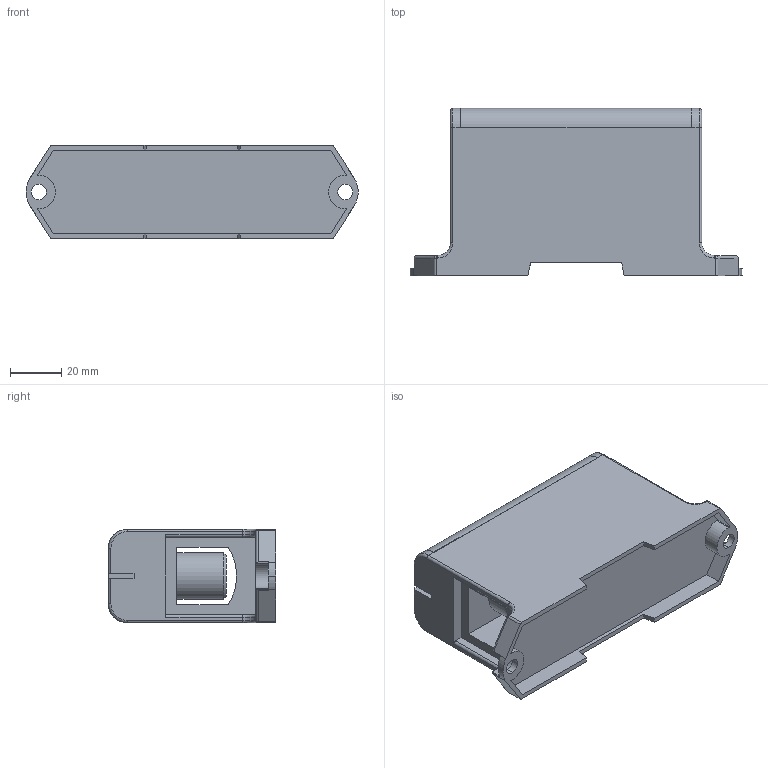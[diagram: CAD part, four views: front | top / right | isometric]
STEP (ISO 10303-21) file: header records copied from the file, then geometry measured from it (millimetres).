
FILE_DESCRIPTION (( 'STEP AP214' ), '1' );
FILE_NAME ('YZN12-240-K03 Êëåììà ââîäíàÿ ñèëîâàÿ ÊÂÑ 35–240 ìì2.STEP', '2020-02-25T11:30:57', ( '' ), ( '' ), 'SwSTEP 2.0', 'SolidWorks 2017', '' );
FILE_SCHEMA (( 'AUTOMOTIVE_DESIGN' ));
Length unit declared in the file: millimetre
Products named in the file (1): YZN12-240-K03 Êëåììà ââîäíàÿ ñèëîâàÿ ÊÂÑ 35–240 ìì2
Bounding box: 129.37 x 65.2 x 36.5 mm (x, y, z)
Volume: 163840.2 mm3; surface area: 42614.9 mm2
Topology: 1 solids, 1 shells, 186 faces, 476 edges, 292 vertices
Faces by surface type: plane 101, cylinder 65, torus 12, cone 4, sphere 4
Entity records: 5632 total; most frequent: CARTESIAN_POINT 1029, DIRECTION 980, ORIENTED_EDGE 944, EDGE_CURVE 472, AXIS2_PLACEMENT_3D 335, LINE 310, VECTOR 310, VERTEX_POINT 292
